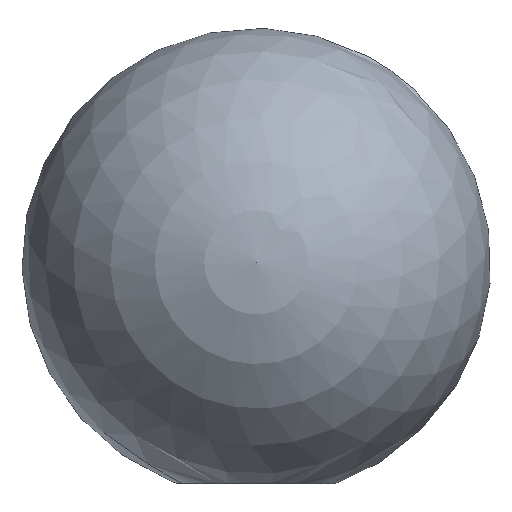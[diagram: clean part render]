
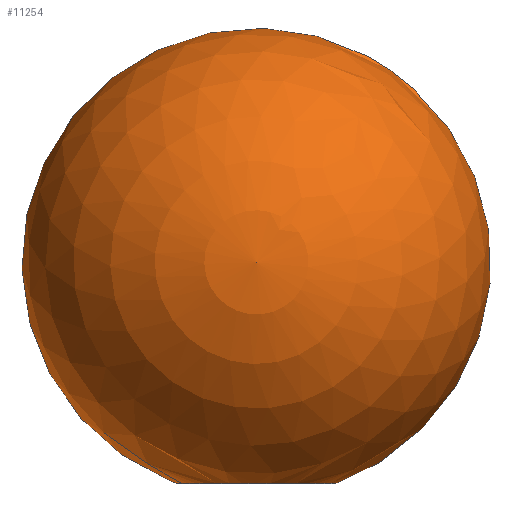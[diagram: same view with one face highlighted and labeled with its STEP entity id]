
A CAD part, top view. The second image highlights one B-rep face of the part: STEP entity #11254.
In plain terms, the highlighted spherical face has radius 6 mm.
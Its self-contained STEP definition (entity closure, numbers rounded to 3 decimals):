
#901 = AXIS2_PLACEMENT_3D ( 'NONE', #5103, #12117, #10100 ) ;
#1586 = EDGE_LOOP ( 'NONE', ( #2805 ) ) ;
#1770 = DIRECTION ( 'NONE',  ( 0., 0., -1. ) ) ;
#2135 = FACE_OUTER_BOUND ( 'NONE', #1586, .T. ) ;
#2805 = ORIENTED_EDGE ( 'NONE', *, *, #9392, .T. ) ;
#3616 = CARTESIAN_POINT ( 'NONE',  ( 0., 0.353, 2.028 ) ) ;
#4274 = AXIS2_PLACEMENT_3D ( 'NONE', #7778, #1770, #6907 ) ;
#5103 = CARTESIAN_POINT ( 'NONE',  ( 0., 0.353, 0. ) ) ;
#6386 = SPHERICAL_SURFACE ( 'NONE', #4274, 6. ) ;
#6907 = DIRECTION ( 'NONE',  ( -1., 0., 0. ) ) ;
#7778 = CARTESIAN_POINT ( 'NONE',  ( 0., 6., 0. ) ) ;
#9392 = EDGE_CURVE ( 'NONE', #12489, #12489, #11265, .T. ) ;
#10100 = DIRECTION ( 'NONE',  ( 0., 0., 1. ) ) ;
#11254 = ADVANCED_FACE ( 'NONE', ( #2135 ), #6386, .T. ) ;
#11265 = CIRCLE ( 'NONE', #901, 2.028 ) ;
#12117 = DIRECTION ( 'NONE',  ( 0., 1., 0. ) ) ;
#12489 = VERTEX_POINT ( 'NONE', #3616 ) ;
